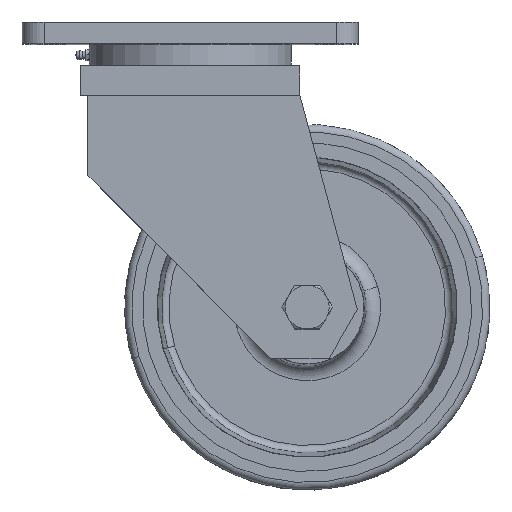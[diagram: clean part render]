
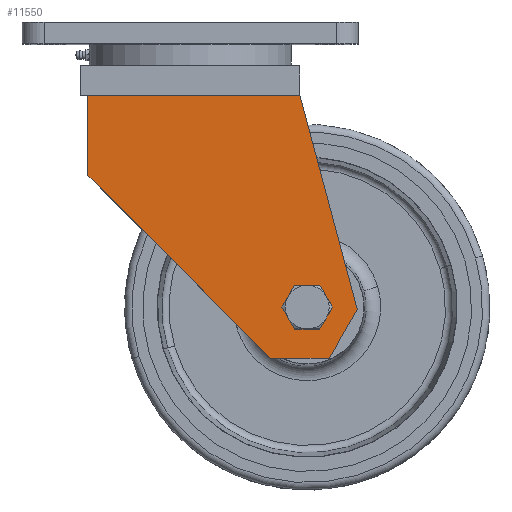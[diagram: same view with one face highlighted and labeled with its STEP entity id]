
A CAD part, top view. The second image highlights one B-rep face of the part: STEP entity #11550.
In plain terms, the highlighted face is planar.
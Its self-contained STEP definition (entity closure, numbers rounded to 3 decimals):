
#454 = ORIENTED_EDGE ( 'NONE', *, *, #8225, .F. ) ;
#832 = EDGE_LOOP ( 'NONE', ( #9912, #4314 ) ) ;
#846 = CARTESIAN_POINT ( 'NONE',  ( -77.5, 200., 70. ) ) ;
#886 = CARTESIAN_POINT ( 'NONE',  ( -77.5, 165., -80. ) ) ;
#1256 = CARTESIAN_POINT ( 'NONE',  ( -77.5, 165., -80. ) ) ;
#1327 = DIRECTION ( 'NONE',  ( 0., 0.866, 0.5 ) ) ;
#1674 = AXIS2_PLACEMENT_3D ( 'NONE', #886, #12333, #1910 ) ;
#1910 = DIRECTION ( 'NONE',  ( 0., 0., 1. ) ) ;
#2337 = CARTESIAN_POINT ( 'NONE',  ( -77.5, 200., 70. ) ) ;
#2565 = CARTESIAN_POINT ( 'NONE',  ( -77.5, 75., 70. ) ) ;
#2606 = VERTEX_POINT ( 'NONE', #3522 ) ;
#2735 = FACE_BOUND ( 'NONE', #832, .T. ) ;
#2959 = EDGE_CURVE ( 'NONE', #7758, #4942, #9110, .T. ) ;
#3061 = CARTESIAN_POINT ( 'NONE',  ( -77.5, 200., -55. ) ) ;
#3136 = ORIENTED_EDGE ( 'NONE', *, *, #3542, .T. ) ;
#3200 = ORIENTED_EDGE ( 'NONE', *, *, #8965, .F. ) ;
#3258 = AXIS2_PLACEMENT_3D ( 'NONE', #846, #5618, #11496 ) ;
#3375 = EDGE_CURVE ( 'NONE', #3631, #10378, #10301, .T. ) ;
#3522 = CARTESIAN_POINT ( 'NONE',  ( -77.5, 20., -75. ) ) ;
#3542 = EDGE_CURVE ( 'NONE', #2606, #7426, #3812, .T. ) ;
#3631 = VERTEX_POINT ( 'NONE', #8026 ) ;
#3721 = LINE ( 'NONE', #11160, #6454 ) ;
#3812 = LINE ( 'NONE', #10416, #8105 ) ;
#4314 = ORIENTED_EDGE ( 'NONE', *, *, #3375, .F. ) ;
#4324 = CARTESIAN_POINT ( 'NONE',  ( -77.5, 75., 70. ) ) ;
#4376 = CARTESIAN_POINT ( 'NONE',  ( -77.5, 200., -95. ) ) ;
#4379 = DIRECTION ( 'NONE',  ( 0., 0., 1. ) ) ;
#4515 = ORIENTED_EDGE ( 'NONE', *, *, #2959, .F. ) ;
#4726 = VECTOR ( 'NONE', #10376, 1000. ) ;
#4942 = VERTEX_POINT ( 'NONE', #2565 ) ;
#5179 = VECTOR ( 'NONE', #9984, 1000. ) ;
#5362 = VECTOR ( 'NONE', #1327, 1000. ) ;
#5618 = DIRECTION ( 'NONE',  ( 1., 0., 0. ) ) ;
#5628 = CARTESIAN_POINT ( 'NONE',  ( -77.5, 166.603, -114.282 ) ) ;
#6179 = EDGE_CURVE ( 'NONE', #2606, #10412, #7500, .T. ) ;
#6454 = VECTOR ( 'NONE', #11286, 1000. ) ;
#7168 = EDGE_CURVE ( 'NONE', #11675, #7758, #3721, .T. ) ;
#7265 = EDGE_CURVE ( 'NONE', #10378, #3631, #10642, .T. ) ;
#7426 = VERTEX_POINT ( 'NONE', #10896 ) ;
#7500 = LINE ( 'NONE', #9365, #4726 ) ;
#7758 = VERTEX_POINT ( 'NONE', #3061 ) ;
#7859 = LINE ( 'NONE', #2337, #5179 ) ;
#8026 = CARTESIAN_POINT ( 'NONE',  ( -77.5, 165., -90.1 ) ) ;
#8105 = VECTOR ( 'NONE', #10676, 1000. ) ;
#8225 = EDGE_CURVE ( 'NONE', #10412, #11675, #11010, .T. ) ;
#8461 = EDGE_LOOP ( 'NONE', ( #454, #11156, #3136, #3200, #4515, #9797 ) ) ;
#8702 = AXIS2_PLACEMENT_3D ( 'NONE', #1256, #11012, #4379 ) ;
#8945 = VECTOR ( 'NONE', #9169, 1000. ) ;
#8965 = EDGE_CURVE ( 'NONE', #4942, #7426, #7859, .T. ) ;
#9110 = LINE ( 'NONE', #4324, #8945 ) ;
#9169 = DIRECTION ( 'NONE',  ( 0., -0.707, 0.707 ) ) ;
#9365 = CARTESIAN_POINT ( 'NONE',  ( -77.5, 20., -75. ) ) ;
#9797 = ORIENTED_EDGE ( 'NONE', *, *, #7168, .F. ) ;
#9833 = CARTESIAN_POINT ( 'NONE',  ( -77.5, 200., -95. ) ) ;
#9912 = ORIENTED_EDGE ( 'NONE', *, *, #7265, .F. ) ;
#9984 = DIRECTION ( 'NONE',  ( 0., -1., 0. ) ) ;
#10301 = CIRCLE ( 'NONE', #8702, 10.1 ) ;
#10343 = PLANE ( 'NONE',  #3258 ) ;
#10376 = DIRECTION ( 'NONE',  ( 0., 0.966, -0.259 ) ) ;
#10378 = VERTEX_POINT ( 'NONE', #10413 ) ;
#10412 = VERTEX_POINT ( 'NONE', #5628 ) ;
#10413 = CARTESIAN_POINT ( 'NONE',  ( -77.5, 165., -69.9 ) ) ;
#10416 = CARTESIAN_POINT ( 'NONE',  ( -77.5, 20., 70. ) ) ;
#10471 = FACE_OUTER_BOUND ( 'NONE', #8461, .T. ) ;
#10642 = CIRCLE ( 'NONE', #1674, 10.1 ) ;
#10676 = DIRECTION ( 'NONE',  ( 0., 0., 1. ) ) ;
#10896 = CARTESIAN_POINT ( 'NONE',  ( -77.5, 20., 70. ) ) ;
#11010 = LINE ( 'NONE', #4376, #5362 ) ;
#11012 = DIRECTION ( 'NONE',  ( -1., 0., 0. ) ) ;
#11156 = ORIENTED_EDGE ( 'NONE', *, *, #6179, .F. ) ;
#11160 = CARTESIAN_POINT ( 'NONE',  ( -77.5, 200., 70. ) ) ;
#11286 = DIRECTION ( 'NONE',  ( 0., 0., 1. ) ) ;
#11496 = DIRECTION ( 'NONE',  ( 0., 0., -1. ) ) ;
#11550 = ADVANCED_FACE ( 'NONE', ( #2735, #10471 ), #10343, .F. ) ;
#11675 = VERTEX_POINT ( 'NONE', #9833 ) ;
#12333 = DIRECTION ( 'NONE',  ( -1., 0., 0. ) ) ;
